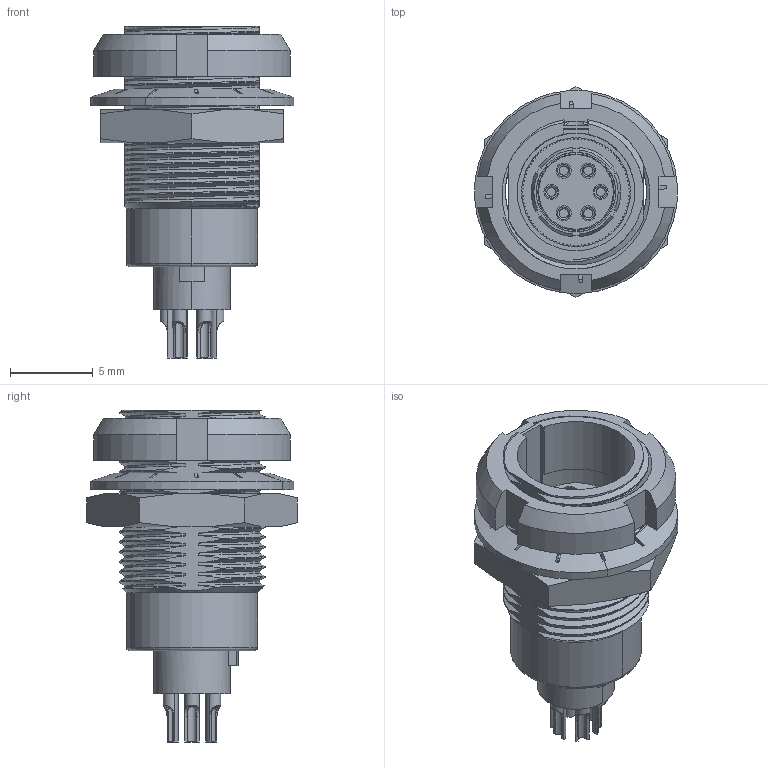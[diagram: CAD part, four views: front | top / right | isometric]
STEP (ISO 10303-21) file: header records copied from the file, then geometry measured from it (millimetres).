
FILE_DESCRIPTION (( 'STEP AP203' ), '1' );
FILE_NAME ('51-00024_revA.STEP', '2018-03-29T16:49:31', ( '' ), ( '' ), 'SwSTEP 2.0', 'SolidWorks 2015', '' );
FILE_SCHEMA (( 'CONFIG_CONTROL_DESIGN' ));
Length unit declared in the file: millimetre
Products named in the file (7): PPL7-panel mount front nut; 51-00024_revA; PPL7-P6 female; PPL7-panel mount shell; PPL7-panel mount nut; PPL7-insulator carrier-female; PPL7-lock washer
Assembly tree (6 placements, depth 2):
  51-00024_revA
    PPL7-insulator carrier-female
    PPL7-P6 female
    PPL7-panel mount shell
    PPL7-panel mount front nut
    PPL7-panel mount nut
    PPL7-lock washer
Bounding box: 12.23 x 12.7 x 20 mm (x, y, z)
Volume: 695.1 mm3; surface area: 2684.1 mm2
Topology: 13 solids, 13 shells, 980 faces, 2719 edges, 1786 vertices
Faces by surface type: cylinder 443, plane 367, bspline 122, cone 34, torus 14
Entity records: 90288 total; most frequent: CARTESIAN_POINT 66400, ORIENTED_EDGE 5414, DIRECTION 4230, EDGE_CURVE 2707, VERTEX_POINT 1786, AXIS2_PLACEMENT_3D 1545, VECTOR 1140, LINE 1140
